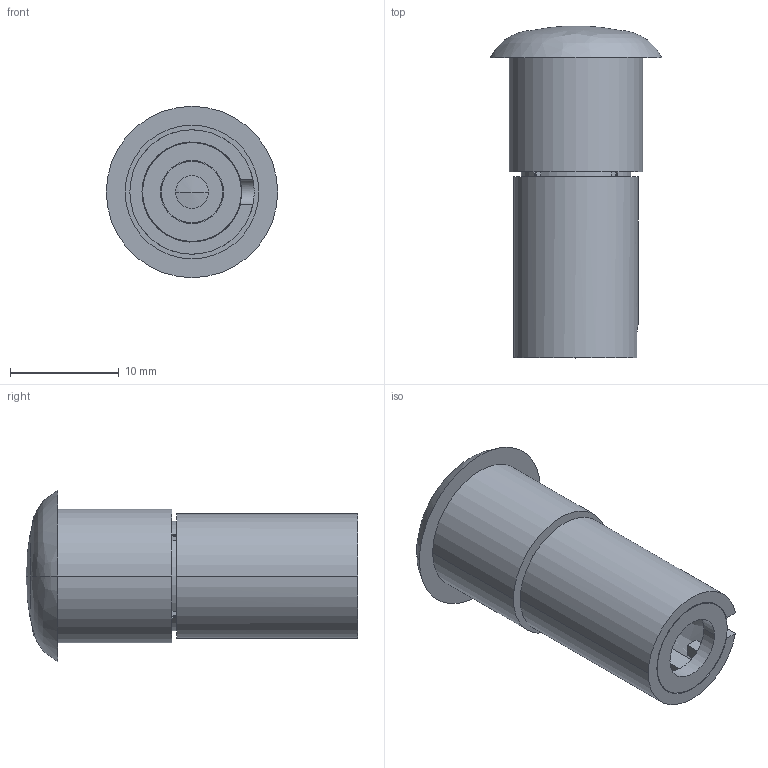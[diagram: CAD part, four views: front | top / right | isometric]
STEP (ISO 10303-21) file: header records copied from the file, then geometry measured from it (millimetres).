
FILE_DESCRIPTION((''),'2;1');
FILE_NAME('146259_SW','2009-11-25T',('banengservice'),('BANNER ENGINEERING'),'PRO/ENGINEER BY PARAMETRIC TECHNOLOGY CORPORATION, 2009141','PRO/ENGINEER BY PARAMETRIC TECHNOLOGY CORPORATION, 2009141','');
FILE_SCHEMA(('CONFIG_CONTROL_DESIGN'));
Length unit declared in the file: inch
Products named in the file (1): 146259_SW
Bounding box: 15.75 x 30.5 x 15.75 mm (x, y, z)
Volume: 1973.4 mm3; surface area: 2759.6 mm2
Topology: 1 solids, 1 shells, 141 faces, 447 edges, 292 vertices
Faces by surface type: plane 75, cone 37, cylinder 23, sphere 4, bspline 2
Entity records: 5359 total; most frequent: CARTESIAN_POINT 1458, ORIENTED_EDGE 886, DIRECTION 752, EDGE_CURVE 443, AXIS2_PLACEMENT_3D 297, VERTEX_POINT 292, VECTOR 158, LINE 158
